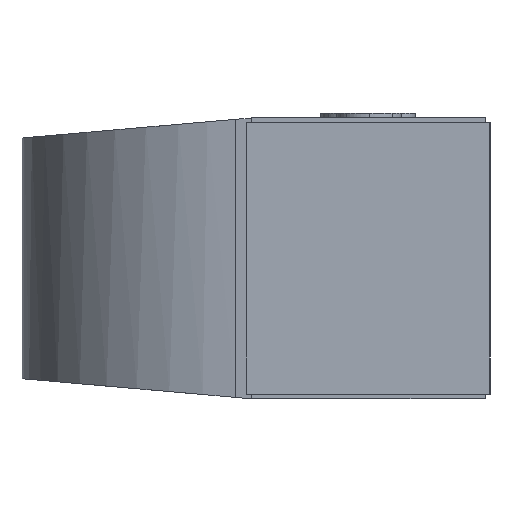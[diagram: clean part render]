
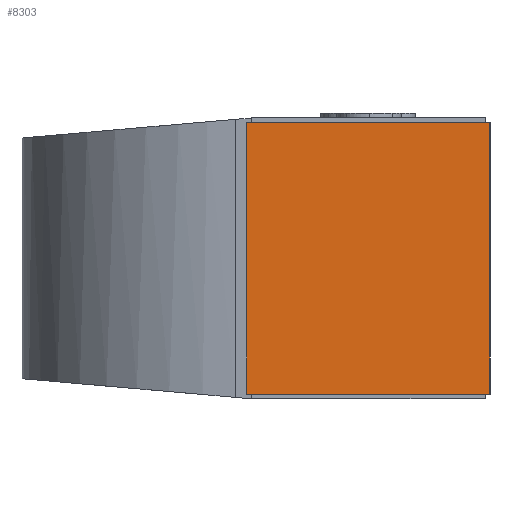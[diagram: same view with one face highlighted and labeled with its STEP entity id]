
A CAD part, left-side view. The second image highlights one B-rep face of the part: STEP entity #8303.
In plain terms, the highlighted planar face has unit normal (-1, 0, 0).
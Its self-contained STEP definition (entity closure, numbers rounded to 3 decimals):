
#142 = LINE ( 'NONE', #4656, #13064 ) ;
#435 = LINE ( 'NONE', #4733, #13611 ) ;
#1562 = VERTEX_POINT ( 'NONE', #13913 ) ;
#2539 = EDGE_CURVE ( 'NONE', #1562, #8227, #7646, .T. ) ;
#3845 = DIRECTION ( 'NONE',  ( 0., 1., 0. ) ) ;
#4197 = ORIENTED_EDGE ( 'NONE', *, *, #9951, .F. ) ;
#4489 = VERTEX_POINT ( 'NONE', #14215 ) ;
#4656 = CARTESIAN_POINT ( 'NONE',  ( -1.06, 0.52, -0.29 ) ) ;
#4733 = CARTESIAN_POINT ( 'NONE',  ( -1.06, 0., -0.29 ) ) ;
#4861 = EDGE_CURVE ( 'NONE', #4489, #5604, #4955, .T. ) ;
#4955 = LINE ( 'NONE', #12462, #9409 ) ;
#5604 = VERTEX_POINT ( 'NONE', #5759 ) ;
#5759 = CARTESIAN_POINT ( 'NONE',  ( -1.06, 0.52, 0.29 ) ) ;
#6051 = DIRECTION ( 'NONE',  ( 0., 0., -1. ) ) ;
#6416 = CARTESIAN_POINT ( 'NONE',  ( -1.06, 0.52, -0.29 ) ) ;
#6559 = DIRECTION ( 'NONE',  ( 1., 0., 0. ) ) ;
#7452 = ORIENTED_EDGE ( 'NONE', *, *, #4861, .T. ) ;
#7525 = DIRECTION ( 'NONE',  ( 0., 0., -1. ) ) ;
#7606 = CARTESIAN_POINT ( 'NONE',  ( -1.06, 0., -0.29 ) ) ;
#7646 = LINE ( 'NONE', #10159, #13655 ) ;
#8227 = VERTEX_POINT ( 'NONE', #6416 ) ;
#8303 = ADVANCED_FACE ( 'NONE', ( #11236 ), #11012, .F. ) ;
#9387 = DIRECTION ( 'NONE',  ( 0., 0., -1. ) ) ;
#9409 = VECTOR ( 'NONE', #3845, 1000. ) ;
#9951 = EDGE_CURVE ( 'NONE', #4489, #1562, #435, .T. ) ;
#10090 = DIRECTION ( 'NONE',  ( 0., 1., 0. ) ) ;
#10159 = CARTESIAN_POINT ( 'NONE',  ( -1.06, 0., -0.29 ) ) ;
#10411 = EDGE_LOOP ( 'NONE', ( #7452, #12071, #11334, #4197 ) ) ;
#11012 = PLANE ( 'NONE',  #13152 ) ;
#11236 = FACE_OUTER_BOUND ( 'NONE', #10411, .T. ) ;
#11297 = EDGE_CURVE ( 'NONE', #5604, #8227, #142, .T. ) ;
#11334 = ORIENTED_EDGE ( 'NONE', *, *, #2539, .F. ) ;
#12071 = ORIENTED_EDGE ( 'NONE', *, *, #11297, .T. ) ;
#12462 = CARTESIAN_POINT ( 'NONE',  ( -1.06, 0., 0.29 ) ) ;
#13064 = VECTOR ( 'NONE', #9387, 1000. ) ;
#13152 = AXIS2_PLACEMENT_3D ( 'NONE', #7606, #6559, #7525 ) ;
#13611 = VECTOR ( 'NONE', #6051, 1000. ) ;
#13655 = VECTOR ( 'NONE', #10090, 1000. ) ;
#13913 = CARTESIAN_POINT ( 'NONE',  ( -1.06, 0., -0.29 ) ) ;
#14215 = CARTESIAN_POINT ( 'NONE',  ( -1.06, 0., 0.29 ) ) ;
